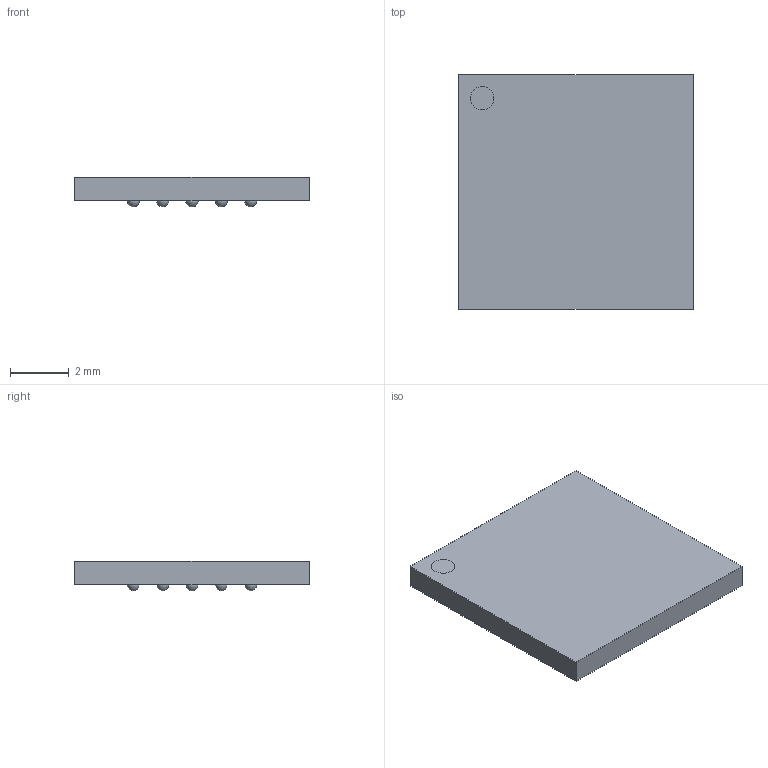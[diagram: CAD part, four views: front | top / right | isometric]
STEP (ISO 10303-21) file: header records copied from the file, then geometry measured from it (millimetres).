
FILE_DESCRIPTION(/* description */ ('model of BGA-24_8x8mm_Layout5x5_P1.0mm'),/* implementation_level */ '2;1');
FILE_NAME(/* name */ 'BGA-24_8x8mm_Layout5x5_P1.0mm.step',/* time_stamp */ '1970-01-01T00:00:00',/* author */ ('KiCAD','kicad'),/* organization */ ('OCCT'),/* preprocessor_version */ '',/* originating_system */ 'KiCAD',/* authorisation */ '');
FILE_SCHEMA(('AUTOMOTIVE_DESIGN { 1 0 10303 214 1 1 1 1 }'));
Length unit declared in the file: millimetre
Products named in the file (1): BGA-24_8x8mm_Layout5x5_P1.0mm
Bounding box: 8 x 8 x 1.01 mm (x, y, z)
Volume: 51.7 mm3; surface area: 156.9 mm2
Topology: 1 solids, 1 shells, 32 faces, 87 edges, 58 vertices
Faces by surface type: sphere 24, plane 7, cylinder 1
Full cylindrical faces by diameter (mm): 0.8 x1
Entity records: 732 total; most frequent: ORIENTED_EDGE 95, CARTESIAN_POINT 85, AXIS2_PLACEMENT_3D 82, EDGE_CURVE 63, VERTEX_POINT 58, FACE_BOUND 57, EDGE_LOOP 57, CIRCLE 50
